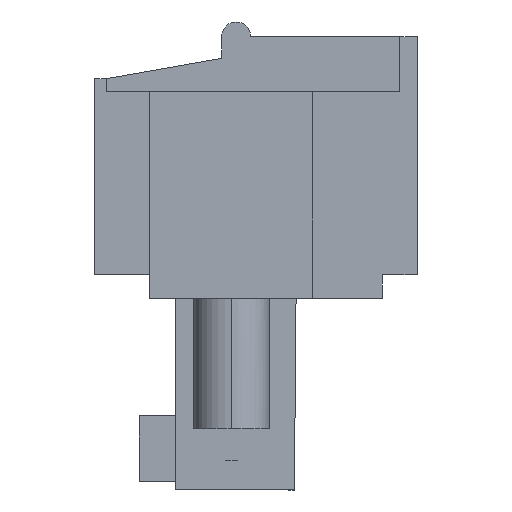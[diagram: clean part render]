
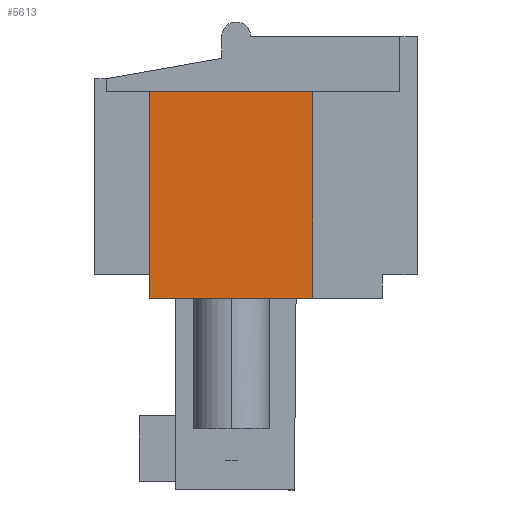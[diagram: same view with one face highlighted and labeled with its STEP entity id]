
A CAD part, left-side view. The second image highlights one B-rep face of the part: STEP entity #5613.
In plain terms, the highlighted planar face has unit normal (-1, 0, 0).
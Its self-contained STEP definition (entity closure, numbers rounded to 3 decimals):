
#5600=AXIS2_PLACEMENT_3D('Plane Axis2P3D',#5597,#5598,#5599) ;
#1208=CARTESIAN_POINT('Vertex',(0.,3.6,6.6)) ;
#1211=CARTESIAN_POINT('Line Origine',(0.,6.4,6.6)) ;
#1215=CARTESIAN_POINT('Vertex',(0.,9.2,6.6)) ;
#3613=CARTESIAN_POINT('Line Origine',(0.,3.6,10.15)) ;
#3617=CARTESIAN_POINT('Vertex',(0.,3.6,13.7)) ;
#4395=CARTESIAN_POINT('Vertex',(0.,9.2,13.7)) ;
#4398=CARTESIAN_POINT('Line Origine',(0.,6.4,13.7)) ;
#5597=CARTESIAN_POINT('Axis2P3D Location',(0.,8.7,13.7)) ;
#5602=CARTESIAN_POINT('Line Origine',(0.,9.2,10.15)) ;
#1212=DIRECTION('Vector Direction',(0.,-1.,0.)) ;
#3614=DIRECTION('Vector Direction',(0.,0.,-1.)) ;
#4399=DIRECTION('Vector Direction',(0.,-1.,0.)) ;
#5598=DIRECTION('Axis2P3D Direction',(1.,0.,0.)) ;
#5599=DIRECTION('Axis2P3D XDirection',(0.,-1.,0.)) ;
#5603=DIRECTION('Vector Direction',(0.,0.,-1.)) ;
#1213=VECTOR('Line Direction',#1212,1.) ;
#3615=VECTOR('Line Direction',#3614,1.) ;
#4400=VECTOR('Line Direction',#4399,1.) ;
#5604=VECTOR('Line Direction',#5603,1.) ;
#5608=ORIENTED_EDGE('',*,*,#5606,.T.) ;
#5609=ORIENTED_EDGE('',*,*,#1217,.T.) ;
#5610=ORIENTED_EDGE('',*,*,#3619,.F.) ;
#5611=ORIENTED_EDGE('',*,*,#4402,.F.) ;
#5613=ADVANCED_FACE('HOUSING',(#5612),#5601,.F.) ;
#1217=EDGE_CURVE('',#1216,#1209,#1214,.T.) ;
#3619=EDGE_CURVE('',#3618,#1209,#3616,.T.) ;
#4402=EDGE_CURVE('',#4396,#3618,#4401,.T.) ;
#5606=EDGE_CURVE('',#4396,#1216,#5605,.T.) ;
#5607=EDGE_LOOP('',(#5608,#5609,#5610,#5611)) ;
#5612=FACE_OUTER_BOUND('',#5607,.T.) ;
#1214=LINE('Line',#1211,#1213) ;
#3616=LINE('Line',#3613,#3615) ;
#4401=LINE('Line',#4398,#4400) ;
#5605=LINE('Line',#5602,#5604) ;
#5601=PLANE('',#5600) ;
#1209=VERTEX_POINT('',#1208) ;
#1216=VERTEX_POINT('',#1215) ;
#3618=VERTEX_POINT('',#3617) ;
#4396=VERTEX_POINT('',#4395) ;
